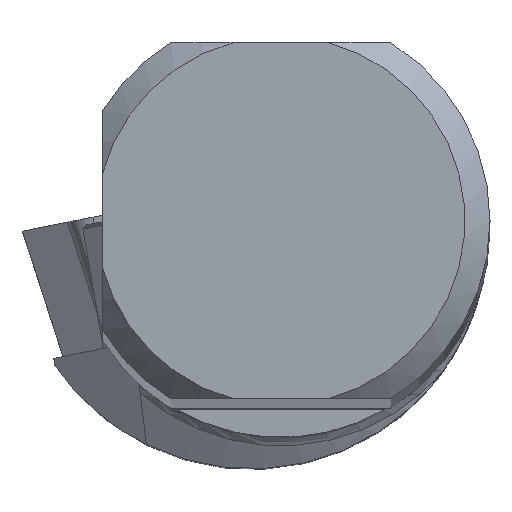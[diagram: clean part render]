
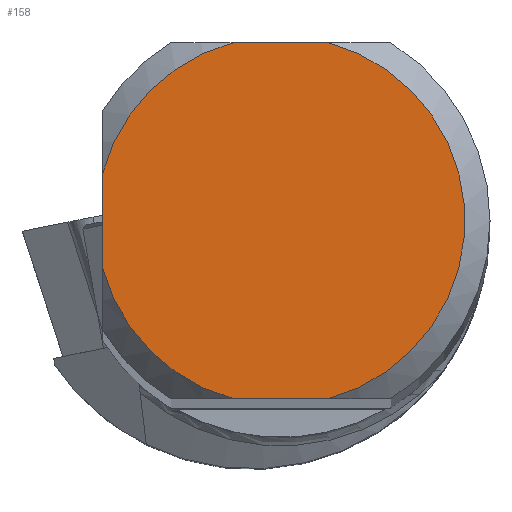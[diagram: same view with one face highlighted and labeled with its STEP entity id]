
A CAD part, top view. The second image highlights one B-rep face of the part: STEP entity #158.
In plain terms, the highlighted planar face has unit normal (0, 0, 1).
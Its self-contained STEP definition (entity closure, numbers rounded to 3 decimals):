
#97=CIRCLE('',#1078,5.59);
#101=CIRCLE('',#1085,5.59);
#102=CIRCLE('',#1087,5.59);
#158=ADVANCED_FACE('',(#243),#191,.F.);
#191=PLANE('',#1088);
#243=FACE_OUTER_BOUND('',#297,.T.);
#297=EDGE_LOOP('',(#594,#595,#596,#597,#598,#599));
#594=ORIENTED_EDGE('',*,*,#859,.F.);
#595=ORIENTED_EDGE('',*,*,#856,.T.);
#596=ORIENTED_EDGE('',*,*,#860,.F.);
#597=ORIENTED_EDGE('',*,*,#861,.T.);
#598=ORIENTED_EDGE('',*,*,#862,.F.);
#599=ORIENTED_EDGE('',*,*,#847,.T.);
#712=VERTEX_POINT('',#1955);
#713=VERTEX_POINT('',#1957);
#720=VERTEX_POINT('',#1979);
#721=VERTEX_POINT('',#1980);
#722=VERTEX_POINT('',#1992);
#723=VERTEX_POINT('',#1994);
#847=EDGE_CURVE('',#713,#712,#97,.T.);
#856=EDGE_CURVE('',#720,#721,#101,.T.);
#859=EDGE_CURVE('',#720,#712,#935,.T.);
#860=EDGE_CURVE('',#722,#721,#936,.T.);
#861=EDGE_CURVE('',#722,#723,#102,.T.);
#862=EDGE_CURVE('',#713,#723,#937,.T.);
#935=LINE('',#1990,#1006);
#936=LINE('',#1991,#1007);
#937=LINE('',#1995,#1008);
#1006=VECTOR('',#1306,1.);
#1007=VECTOR('',#1307,1.);
#1008=VECTOR('',#1310,1.);
#1078=AXIS2_PLACEMENT_3D('',#1956,#1284,#1285);
#1085=AXIS2_PLACEMENT_3D('',#1978,#1302,#1303);
#1087=AXIS2_PLACEMENT_3D('',#1993,#1308,#1309);
#1088=AXIS2_PLACEMENT_3D('',#1996,#1311,#1312);
#1284=DIRECTION('',(0.,0.,1.));
#1285=DIRECTION('',(1.,0.,0.));
#1302=DIRECTION('',(0.,0.,1.));
#1303=DIRECTION('',(1.,0.,0.));
#1306=DIRECTION('',(-1.,0.,0.));
#1307=DIRECTION('',(1.,0.,0.));
#1308=DIRECTION('',(0.,0.,1.));
#1309=DIRECTION('',(1.,0.,0.));
#1310=DIRECTION('',(0.,1.,0.));
#1311=DIRECTION('',(0.,0.,-1.));
#1312=DIRECTION('',(-1.,0.,0.));
#1955=CARTESIAN_POINT('',(-1.445,-5.4,163.8));
#1956=CARTESIAN_POINT('',(0.,0.,163.8));
#1957=CARTESIAN_POINT('',(-5.4,-1.445,163.8));
#1978=CARTESIAN_POINT('',(0.,0.,163.8));
#1979=CARTESIAN_POINT('',(1.445,-5.4,163.8));
#1980=CARTESIAN_POINT('',(1.445,5.4,163.8));
#1990=CARTESIAN_POINT('',(11.1,-5.4,163.8));
#1991=CARTESIAN_POINT('',(-5.4,5.4,163.8));
#1992=CARTESIAN_POINT('',(-1.445,5.4,163.8));
#1993=CARTESIAN_POINT('',(0.,0.,163.8));
#1994=CARTESIAN_POINT('',(-5.4,1.445,163.8));
#1995=CARTESIAN_POINT('',(-5.4,-5.4,163.8));
#1996=CARTESIAN_POINT('',(-5.59,0.,163.8));
